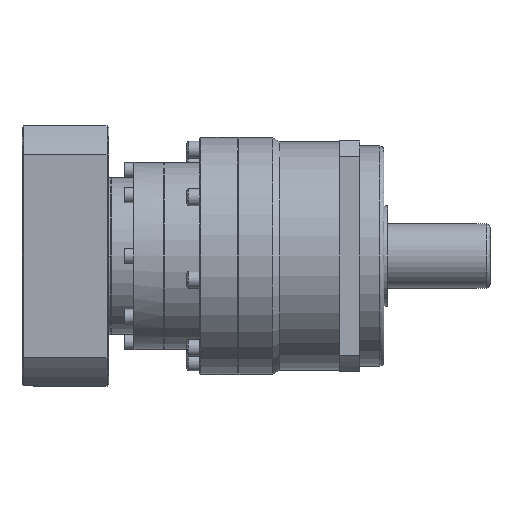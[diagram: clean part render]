
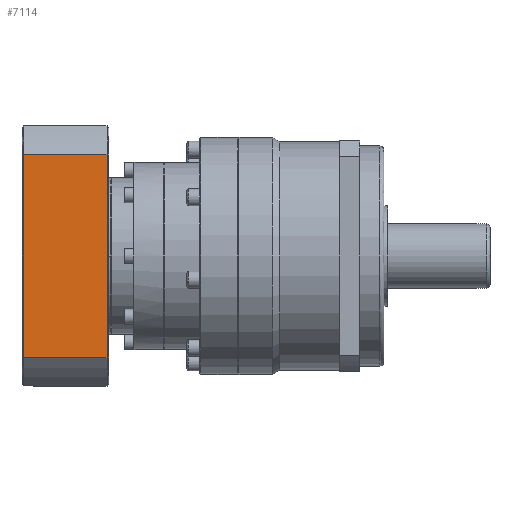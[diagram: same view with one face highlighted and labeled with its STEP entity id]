
A CAD part, front view. The second image highlights one B-rep face of the part: STEP entity #7114.
In plain terms, the highlighted face is planar.
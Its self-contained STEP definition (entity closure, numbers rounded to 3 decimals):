
#553 = CARTESIAN_POINT ( 'NONE',  ( -65., 50.806, 47. ) ) ;
#810 = LINE ( 'NONE', #11034, #9866 ) ;
#1060 = ORIENTED_EDGE ( 'NONE', *, *, #18165, .F. ) ;
#1562 = EDGE_CURVE ( 'NONE', #12680, #6557, #23375, .T. ) ;
#2429 = DIRECTION ( 'NONE',  ( 0., 1., 0. ) ) ;
#2788 = EDGE_CURVE ( 'NONE', #16631, #14905, #810, .T. ) ;
#4190 = PLANE ( 'NONE',  #10202 ) ;
#4402 = DIRECTION ( 'NONE',  ( 0., 1., 0. ) ) ;
#5154 = CARTESIAN_POINT ( 'NONE',  ( -65., 50.806, 46.2 ) ) ;
#6101 = VECTOR ( 'NONE', #6924, 1000. ) ;
#6557 = VERTEX_POINT ( 'NONE', #11834 ) ;
#6924 = DIRECTION ( 'NONE',  ( 0., -1., 0. ) ) ;
#7114 = ADVANCED_FACE ( 'NONE', ( #15939 ), #4190, .F. ) ;
#7253 = DIRECTION ( 'NONE',  ( 0., 0., -1. ) ) ;
#7264 = LINE ( 'NONE', #13199, #16218 ) ;
#8050 = CARTESIAN_POINT ( 'NONE',  ( -65., -50.806, 0. ) ) ;
#9866 = VECTOR ( 'NONE', #16437, 1000. ) ;
#10202 = AXIS2_PLACEMENT_3D ( 'NONE', #553, #13117, #2429 ) ;
#10848 = LINE ( 'NONE', #5154, #6101 ) ;
#11034 = CARTESIAN_POINT ( 'NONE',  ( -65., 50.806, 47. ) ) ;
#11834 = CARTESIAN_POINT ( 'NONE',  ( -65., -50.806, 4.5 ) ) ;
#12680 = VERTEX_POINT ( 'NONE', #23056 ) ;
#13105 = ORIENTED_EDGE ( 'NONE', *, *, #1562, .F. ) ;
#13109 = VECTOR ( 'NONE', #7253, 1000. ) ;
#13117 = DIRECTION ( 'NONE',  ( 1., 0., 0. ) ) ;
#13199 = CARTESIAN_POINT ( 'NONE',  ( -65., 25.403, 4.5 ) ) ;
#13279 = ORIENTED_EDGE ( 'NONE', *, *, #15224, .F. ) ;
#14905 = VERTEX_POINT ( 'NONE', #19630 ) ;
#15224 = EDGE_CURVE ( 'NONE', #6557, #16631, #7264, .T. ) ;
#15939 = FACE_OUTER_BOUND ( 'NONE', #21599, .T. ) ;
#16218 = VECTOR ( 'NONE', #4402, 1000. ) ;
#16437 = DIRECTION ( 'NONE',  ( 0., 0., 1. ) ) ;
#16631 = VERTEX_POINT ( 'NONE', #18468 ) ;
#18165 = EDGE_CURVE ( 'NONE', #14905, #12680, #10848, .T. ) ;
#18468 = CARTESIAN_POINT ( 'NONE',  ( -65., 50.806, 4.5 ) ) ;
#19630 = CARTESIAN_POINT ( 'NONE',  ( -65., 50.806, 46.2 ) ) ;
#20819 = ORIENTED_EDGE ( 'NONE', *, *, #2788, .F. ) ;
#21599 = EDGE_LOOP ( 'NONE', ( #13105, #1060, #20819, #13279 ) ) ;
#23056 = CARTESIAN_POINT ( 'NONE',  ( -65., -50.806, 46.2 ) ) ;
#23375 = LINE ( 'NONE', #8050, #13109 ) ;
